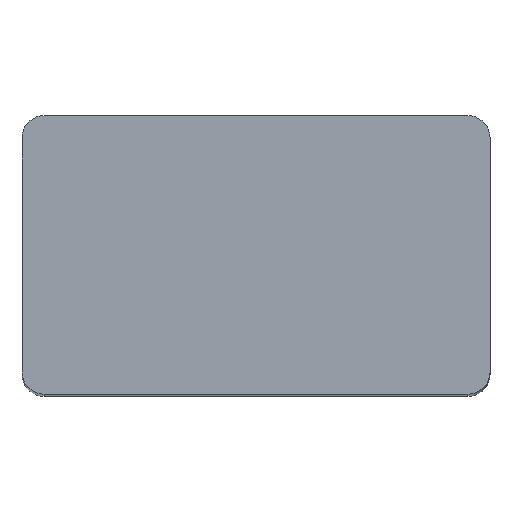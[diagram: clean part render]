
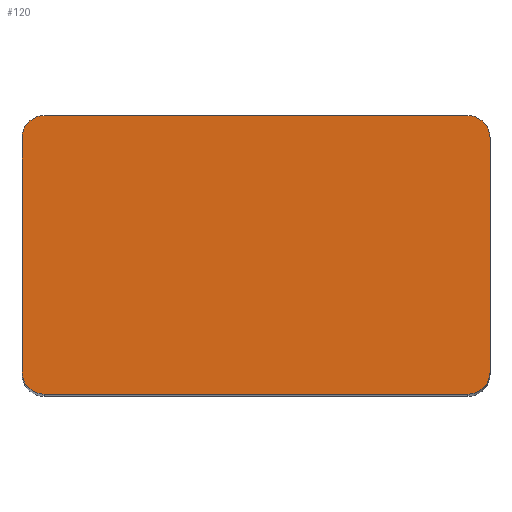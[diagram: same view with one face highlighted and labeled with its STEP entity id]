
A CAD part, top view. The second image highlights one B-rep face of the part: STEP entity #120.
In plain terms, the highlighted planar face has unit normal (0, 0, 1).
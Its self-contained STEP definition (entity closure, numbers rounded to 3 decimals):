
#5 = DIRECTION ( 'NONE',  ( 1., 0., 0. ) ) ;
#8 = EDGE_CURVE ( 'NONE', #307, #112, #66, .T. ) ;
#10 = VERTEX_POINT ( 'NONE', #249 ) ;
#18 = ORIENTED_EDGE ( 'NONE', *, *, #326, .T. ) ;
#21 = DIRECTION ( 'NONE',  ( 0., 0., 1. ) ) ;
#23 = DIRECTION ( 'NONE',  ( 1., 0., 0. ) ) ;
#30 = DIRECTION ( 'NONE',  ( 1., 0., 0. ) ) ;
#45 = DIRECTION ( 'NONE',  ( -1., 0., 0. ) ) ;
#58 = DIRECTION ( 'NONE',  ( 0., 1., 0. ) ) ;
#66 = LINE ( 'NONE', #272, #328 ) ;
#67 = LINE ( 'NONE', #134, #294 ) ;
#70 = EDGE_LOOP ( 'NONE', ( #293, #233, #323, #267, #231, #333, #72, #18 ) ) ;
#72 = ORIENTED_EDGE ( 'NONE', *, *, #8, .T. ) ;
#74 = EDGE_CURVE ( 'NONE', #10, #339, #286, .T. ) ;
#81 = CARTESIAN_POINT ( 'NONE',  ( -29.34, -7.115, 0. ) ) ;
#88 = CARTESIAN_POINT ( 'NONE',  ( -27.34, -9.115, 0. ) ) ;
#91 = EDGE_CURVE ( 'NONE', #99, #199, #154, .T. ) ;
#98 = FACE_OUTER_BOUND ( 'NONE', #70, .T. ) ;
#99 = VERTEX_POINT ( 'NONE', #232 ) ;
#107 = DIRECTION ( 'NONE',  ( 1., 0., 0. ) ) ;
#108 = CARTESIAN_POINT ( 'NONE',  ( 0., 0., 0. ) ) ;
#112 = VERTEX_POINT ( 'NONE', #81 ) ;
#113 = CARTESIAN_POINT ( 'NONE',  ( 10.66, 13.885, 0. ) ) ;
#118 = VECTOR ( 'NONE', #58, 1000. ) ;
#120 = ADVANCED_FACE ( 'NONE', ( #98 ), #158, .T. ) ;
#124 = EDGE_CURVE ( 'NONE', #280, #10, #281, .T. ) ;
#134 = CARTESIAN_POINT ( 'NONE',  ( -29.34, -9.115, 0. ) ) ;
#149 = EDGE_CURVE ( 'NONE', #315, #99, #67, .T. ) ;
#154 = CIRCLE ( 'NONE', #341, 2. ) ;
#158 = PLANE ( 'NONE',  #251 ) ;
#169 = CARTESIAN_POINT ( 'NONE',  ( -27.34, 13.885, 0. ) ) ;
#181 = CARTESIAN_POINT ( 'NONE',  ( -29.34, 15.885, 0. ) ) ;
#195 = VECTOR ( 'NONE', #45, 1000. ) ;
#198 = DIRECTION ( 'NONE',  ( 0., -1., 0. ) ) ;
#199 = VERTEX_POINT ( 'NONE', #340 ) ;
#225 = CIRCLE ( 'NONE', #318, 2. ) ;
#230 = AXIS2_PLACEMENT_3D ( 'NONE', #261, #234, #284 ) ;
#231 = ORIENTED_EDGE ( 'NONE', *, *, #74, .T. ) ;
#232 = CARTESIAN_POINT ( 'NONE',  ( 10.66, -9.115, 0. ) ) ;
#233 = ORIENTED_EDGE ( 'NONE', *, *, #91, .T. ) ;
#234 = DIRECTION ( 'NONE',  ( 0., 0., 1. ) ) ;
#236 = CARTESIAN_POINT ( 'NONE',  ( -27.34, 15.885, 0. ) ) ;
#245 = EDGE_CURVE ( 'NONE', #339, #307, #225, .T. ) ;
#249 = CARTESIAN_POINT ( 'NONE',  ( 10.66, 15.885, 0. ) ) ;
#251 = AXIS2_PLACEMENT_3D ( 'NONE', #108, #338, #30 ) ;
#253 = DIRECTION ( 'NONE',  ( 1., 0., 0. ) ) ;
#260 = CARTESIAN_POINT ( 'NONE',  ( 12.66, 15.885, 0. ) ) ;
#261 = CARTESIAN_POINT ( 'NONE',  ( -27.34, -7.115, 0. ) ) ;
#264 = CARTESIAN_POINT ( 'NONE',  ( 12.66, 13.885, 0. ) ) ;
#267 = ORIENTED_EDGE ( 'NONE', *, *, #124, .T. ) ;
#270 = CIRCLE ( 'NONE', #230, 2. ) ;
#272 = CARTESIAN_POINT ( 'NONE',  ( -29.34, 15.885, 0. ) ) ;
#278 = DIRECTION ( 'NONE',  ( 0., 0., 1. ) ) ;
#280 = VERTEX_POINT ( 'NONE', #264 ) ;
#281 = CIRCLE ( 'NONE', #303, 2. ) ;
#284 = DIRECTION ( 'NONE',  ( 1., 0., 0. ) ) ;
#286 = LINE ( 'NONE', #181, #195 ) ;
#287 = DIRECTION ( 'NONE',  ( 0., 0., 1. ) ) ;
#290 = CARTESIAN_POINT ( 'NONE',  ( -29.34, 13.885, 0. ) ) ;
#293 = ORIENTED_EDGE ( 'NONE', *, *, #149, .T. ) ;
#294 = VECTOR ( 'NONE', #253, 1000. ) ;
#303 = AXIS2_PLACEMENT_3D ( 'NONE', #113, #21, #107 ) ;
#307 = VERTEX_POINT ( 'NONE', #290 ) ;
#313 = EDGE_CURVE ( 'NONE', #199, #280, #316, .T. ) ;
#315 = VERTEX_POINT ( 'NONE', #88 ) ;
#316 = LINE ( 'NONE', #260, #118 ) ;
#318 = AXIS2_PLACEMENT_3D ( 'NONE', #169, #287, #5 ) ;
#323 = ORIENTED_EDGE ( 'NONE', *, *, #313, .T. ) ;
#326 = EDGE_CURVE ( 'NONE', #112, #315, #270, .T. ) ;
#328 = VECTOR ( 'NONE', #198, 1000. ) ;
#333 = ORIENTED_EDGE ( 'NONE', *, *, #245, .T. ) ;
#335 = CARTESIAN_POINT ( 'NONE',  ( 10.66, -7.115, 0. ) ) ;
#338 = DIRECTION ( 'NONE',  ( 0., 0., 1. ) ) ;
#339 = VERTEX_POINT ( 'NONE', #236 ) ;
#340 = CARTESIAN_POINT ( 'NONE',  ( 12.66, -7.115, 0. ) ) ;
#341 = AXIS2_PLACEMENT_3D ( 'NONE', #335, #278, #23 ) ;
